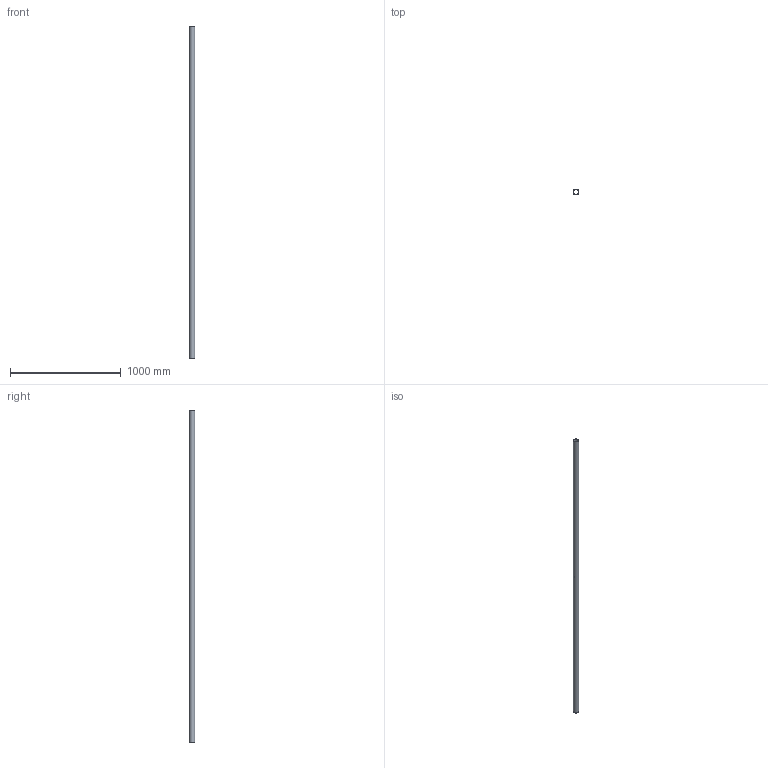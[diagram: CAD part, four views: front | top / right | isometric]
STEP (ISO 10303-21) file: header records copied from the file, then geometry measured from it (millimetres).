
FILE_DESCRIPTION (( 'STEP AP203' ), '1' );
FILE_NAME ('55145-2403M.step', '2024-04-29T09:29:15', ( '' ), ( '' ), 'SwSTEP 2.0', 'SolidWorks 2018', '' );
FILE_SCHEMA (( 'CONFIG_CONTROL_DESIGN' ));
Length unit declared in the file: millimetre
Products named in the file (1): 55145-2403M
Bounding box: 48.3 x 48.3 x 3000 mm (x, y, z)
Volume: 872734.1 mm3; surface area: 873324.2 mm2
Topology: 1 solids, 1 shells, 303 faces, 825 edges, 550 vertices
Faces by surface type: plane 154, bspline 121, cylinder 28
Full cylindrical faces by diameter (mm): 44.3 x1, 48.3 x1
Entity records: 13971 total; most frequent: CARTESIAN_POINT 7073, ORIENTED_EDGE 1646, DIRECTION 1027, EDGE_CURVE 823, VERTEX_POINT 550, VECTOR 413, LINE 413, EDGE_LOOP 333
